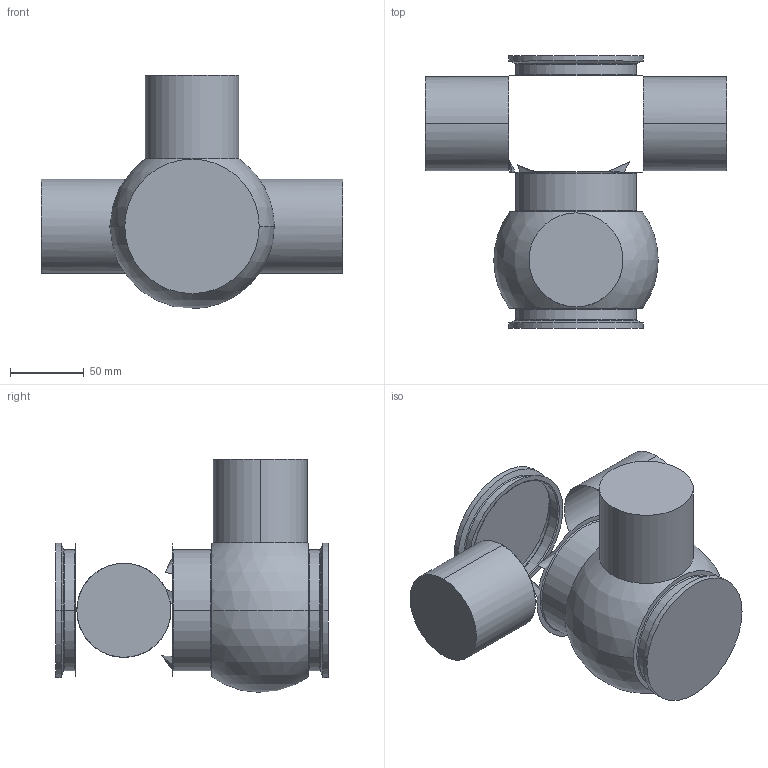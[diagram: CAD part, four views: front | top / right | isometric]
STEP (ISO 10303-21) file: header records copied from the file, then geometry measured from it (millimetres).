
FILE_DESCRIPTION (( 'STEP AP203' ), '1' );
FILE_NAME ('107898.STEP', '2018-03-14T16:41:05', ( '' ), ( '' ), 'SwSTEP 2.0', 'SolidWorks 2014', '' );
FILE_SCHEMA (( 'CONFIG_CONTROL_DESIGN' ));
Length unit declared in the file: inch
Products named in the file (1): 107898
Bounding box: 203.96 x 184.3 x 157.53 mm (x, y, z)
Volume: 2506329.6 mm3; surface area: 698311.4 mm2
Topology: 1 solids, 1 shells, 45 faces, 103 edges, 61 vertices
Faces by surface type: cylinder 16, torus 14, plane 9, cone 4, sphere 2
Entity records: 1527 total; most frequent: CARTESIAN_POINT 446, DIRECTION 244, ORIENTED_EDGE 188, AXIS2_PLACEMENT_3D 112, EDGE_CURVE 94, CIRCLE 66, VERTEX_POINT 56, EDGE_LOOP 50
